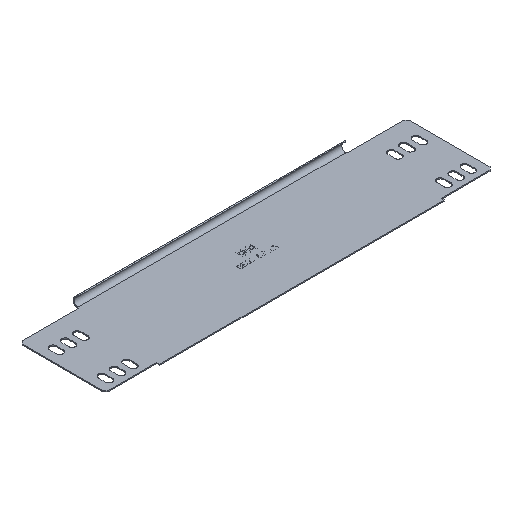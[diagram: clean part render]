
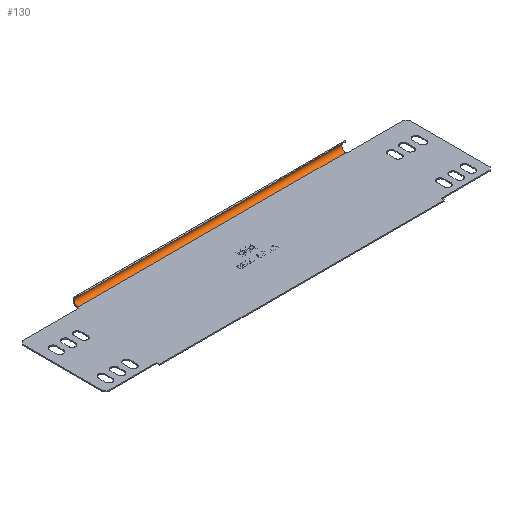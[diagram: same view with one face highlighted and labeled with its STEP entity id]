
A CAD part, isometric view. The second image highlights one B-rep face of the part: STEP entity #130.
In plain terms, the highlighted free-form (B-spline) face has degree [1, 2] with [2, 9] control points.
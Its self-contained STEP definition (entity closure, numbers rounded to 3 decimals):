
#130=ADVANCED_FACE('',(#398),#4307,.T.);
#398=FACE_OUTER_BOUND('',#693,.T.);
#693=EDGE_LOOP('',(#1425,#1426,#1427,#1428,#1429,#1430));
#1425=ORIENTED_EDGE('',*,*,#3084,.F.);
#1426=ORIENTED_EDGE('',*,*,#2629,.F.);
#1427=ORIENTED_EDGE('',*,*,#2631,.T.);
#1428=ORIENTED_EDGE('',*,*,#2633,.T.);
#1429=ORIENTED_EDGE('',*,*,#2630,.F.);
#1430=ORIENTED_EDGE('',*,*,#2632,.T.);
#2629=EDGE_CURVE('',#4087,#4088,#3498,.T.);
#2630=EDGE_CURVE('',#4090,#4089,#3499,.T.);
#2631=EDGE_CURVE('',#4087,#4091,#3500,.T.);
#2632=EDGE_CURVE('',#4090,#4092,#3097,.T.);
#2633=EDGE_CURVE('',#4091,#4089,#3098,.T.);
#3084=EDGE_CURVE('',#4088,#4092,#3812,.T.);
#3097=(
BOUNDED_CURVE()
B_SPLINE_CURVE(2,(#9632,#9633,#9634,#9635,#9636),.UNSPECIFIED.,.F.,.F.)
B_SPLINE_CURVE_WITH_KNOTS((3,2,3),(0.,4.287,8.574),
 .UNSPECIFIED.)
CURVE()
GEOMETRIC_REPRESENTATION_ITEM()
RATIONAL_B_SPLINE_CURVE((1.,0.86,1.,0.86,1.))
REPRESENTATION_ITEM('')
);
#3098=(
BOUNDED_CURVE()
B_SPLINE_CURVE(2,(#9637,#9638,#9639,#9640,#9641),.UNSPECIFIED.,.F.,.F.)
B_SPLINE_CURVE_WITH_KNOTS((3,2,3),(0.,4.287,8.574),
 .UNSPECIFIED.)
CURVE()
GEOMETRIC_REPRESENTATION_ITEM()
RATIONAL_B_SPLINE_CURVE((1.,0.86,1.,0.86,1.))
REPRESENTATION_ITEM('')
);
#3498=B_SPLINE_CURVE_WITH_KNOTS('',1,(#9624,#9625),.UNSPECIFIED.,.F.,.F.,
(2,2),(0.,273.536),.UNSPECIFIED.);
#3499=B_SPLINE_CURVE_WITH_KNOTS('',1,(#9626,#9627),.UNSPECIFIED.,.F.,.F.,
(2,2),(-273.,0.),.UNSPECIFIED.);
#3500=B_SPLINE_CURVE_WITH_KNOTS('',3,(#9628,#9629,#9630,#9631),
 .UNSPECIFIED.,.F.,.F.,(4,4),(0.,1.),.UNSPECIFIED.);
#3812=B_SPLINE_CURVE_WITH_KNOTS('',3,(#11187,#11188,#11189,#11190),
 .UNSPECIFIED.,.F.,.F.,(4,4),(-1.,0.),.UNSPECIFIED.);
#4087=VERTEX_POINT('',#7922);
#4088=VERTEX_POINT('',#7923);
#4089=VERTEX_POINT('',#7924);
#4090=VERTEX_POINT('',#7925);
#4091=VERTEX_POINT('',#7926);
#4092=VERTEX_POINT('',#7927);
#4307=(
BOUNDED_SURFACE()
B_SPLINE_SURFACE(1,2,((#6125,#6126,#6127,#6128,#6129,#6130,#6131,#6132,
#6133),(#6134,#6135,#6136,#6137,#6138,#6139,#6140,#6141,#6142)),
 .UNSPECIFIED.,.F.,.F.,.F.)
B_SPLINE_SURFACE_WITH_KNOTS((2,2),(3,2,2,2,3),(0.,328.245),(0.,
1.571,3.142,4.712,6.283),
 .UNSPECIFIED.)
GEOMETRIC_REPRESENTATION_ITEM()
RATIONAL_B_SPLINE_SURFACE(((1.,0.707,1.,0.707,1.,
0.707,1.,0.707,1.),(1.,0.707,1.,0.707,
1.,0.707,1.,0.707,1.)))
REPRESENTATION_ITEM('')
SURFACE()
);
#6125=CARTESIAN_POINT('',(164.123,85.,5.));
#6126=CARTESIAN_POINT('',(164.123,85.,9.));
#6127=CARTESIAN_POINT('',(164.123,89.,9.));
#6128=CARTESIAN_POINT('',(164.123,93.,9.));
#6129=CARTESIAN_POINT('',(164.123,93.,5.));
#6130=CARTESIAN_POINT('',(164.123,93.,1.));
#6131=CARTESIAN_POINT('',(164.123,89.,1.));
#6132=CARTESIAN_POINT('',(164.123,85.,1.));
#6133=CARTESIAN_POINT('',(164.123,85.,5.));
#6134=CARTESIAN_POINT('',(-164.123,85.,5.));
#6135=CARTESIAN_POINT('',(-164.123,85.,9.));
#6136=CARTESIAN_POINT('',(-164.123,89.,9.));
#6137=CARTESIAN_POINT('',(-164.123,93.,9.));
#6138=CARTESIAN_POINT('',(-164.123,93.,5.));
#6139=CARTESIAN_POINT('',(-164.123,93.,1.));
#6140=CARTESIAN_POINT('',(-164.123,89.,1.));
#6141=CARTESIAN_POINT('',(-164.123,85.,1.));
#6142=CARTESIAN_POINT('',(-164.123,85.,5.));
#7922=CARTESIAN_POINT('',(136.768,89.,1.));
#7923=CARTESIAN_POINT('',(-136.768,89.,1.));
#7924=CARTESIAN_POINT('',(136.5,91.828,7.828));
#7925=CARTESIAN_POINT('',(-136.5,91.828,7.828));
#7926=CARTESIAN_POINT('',(136.5,89.845,1.09));
#7927=CARTESIAN_POINT('',(-136.5,89.845,1.09));
#9624=CARTESIAN_POINT('',(136.768,89.,1.));
#9625=CARTESIAN_POINT('',(-136.768,89.,1.));
#9626=CARTESIAN_POINT('',(-136.5,91.828,7.828));
#9627=CARTESIAN_POINT('',(136.5,91.828,7.828));
#9628=CARTESIAN_POINT('',(136.768,89.,1.));
#9629=CARTESIAN_POINT('',(136.595,89.339,1.));
#9630=CARTESIAN_POINT('',(136.505,89.622,1.042));
#9631=CARTESIAN_POINT('',(136.5,89.845,1.09));
#9632=CARTESIAN_POINT('',(-136.5,91.828,7.828));
#9633=CARTESIAN_POINT('',(-136.5,93.508,6.149));
#9634=CARTESIAN_POINT('',(-136.5,92.837,3.87));
#9635=CARTESIAN_POINT('',(-136.5,92.166,1.592));
#9636=CARTESIAN_POINT('',(-136.5,89.845,1.09));
#9637=CARTESIAN_POINT('',(136.5,89.845,1.09));
#9638=CARTESIAN_POINT('',(136.5,92.166,1.592));
#9639=CARTESIAN_POINT('',(136.5,92.837,3.87));
#9640=CARTESIAN_POINT('',(136.5,93.508,6.149));
#9641=CARTESIAN_POINT('',(136.5,91.828,7.828));
#11187=CARTESIAN_POINT('',(-136.768,89.,1.));
#11188=CARTESIAN_POINT('',(-136.595,89.339,1.));
#11189=CARTESIAN_POINT('',(-136.505,89.622,1.042));
#11190=CARTESIAN_POINT('',(-136.5,89.845,1.09));
